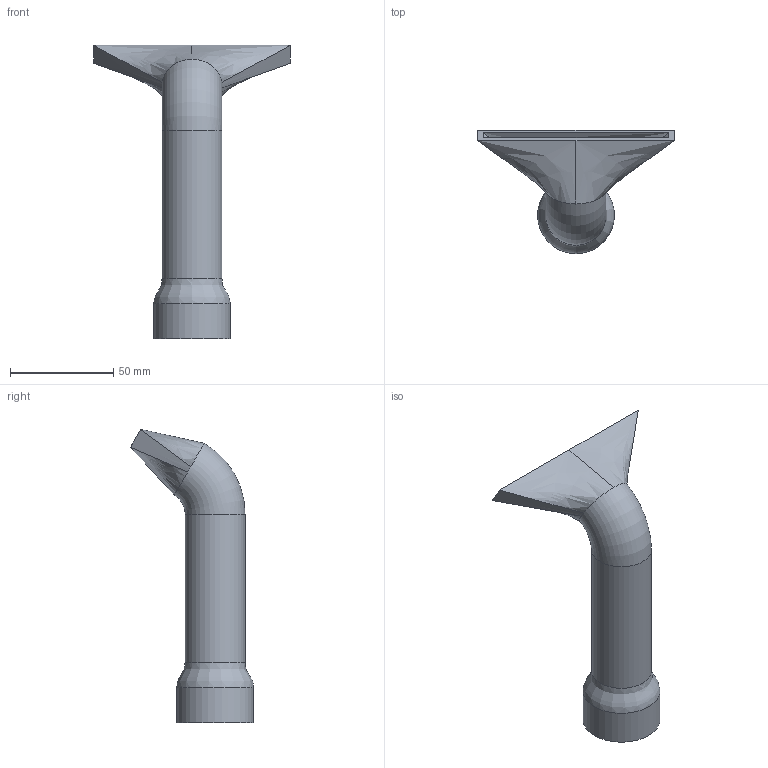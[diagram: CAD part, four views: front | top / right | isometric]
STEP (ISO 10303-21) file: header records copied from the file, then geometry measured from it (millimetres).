
FILE_DESCRIPTION(('FreeCAD Model'),'2;1');
FILE_NAME('Open CASCADE Shape Model','2025-11-17T18:46:17',(''),(''), 'Open CASCADE STEP processor 7.8','FreeCAD','Unknown');
FILE_SCHEMA(('AUTOMOTIVE_DESIGN { 1 0 10303 214 1 1 1 1 }'));
Length unit declared in the file: millimetre
Products named in the file (1): Sprinkler
Bounding box: 95 x 59.58 x 141.98 mm (x, y, z)
Volume: 39992.1 mm3; surface area: 32103.7 mm2
Topology: 1 solids, 1 shells, 28 faces, 70 edges, 44 vertices
Faces by surface type: bspline 10, plane 8, cylinder 6, torus 2, cone 1, revolution 1
Full cylindrical faces by diameter (mm): 24 x1, 29 x1, 32.2 x1, 37.2 x1
Entity records: 979 total; most frequent: CARTESIAN_POINT 310, ORIENTED_EDGE 140, DIRECTION 124, EDGE_CURVE 70, AXIS2_PLACEMENT_3D 46, VERTEX_POINT 44, LINE 31, VECTOR 31
